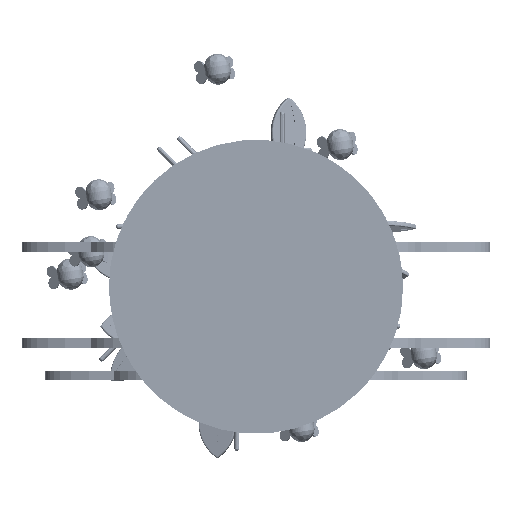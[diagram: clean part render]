
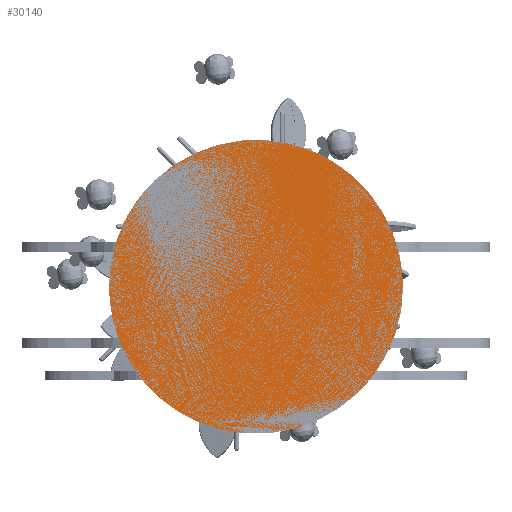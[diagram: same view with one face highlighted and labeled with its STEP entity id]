
A CAD part, front view. The second image highlights one B-rep face of the part: STEP entity #30140.
In plain terms, the highlighted free-form (B-spline) face has degree [1, 1] with [2, 2] control points.
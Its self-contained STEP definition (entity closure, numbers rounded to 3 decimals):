
#30000 = VERTEX_POINT('',#30001);
#30001 = CARTESIAN_POINT('',(155.753,52.,
    177.328));
#30006 = EDGE_CURVE('',#30007,#30000,#30009,.T.);
#30007 = VERTEX_POINT('',#30008);
#30008 = CARTESIAN_POINT('',(-22.721,52.,
    300.705));
#30009 = ( BOUNDED_CURVE() B_SPLINE_CURVE(2,(#30010,#30011,#30012,#30013
,#30014),.UNSPECIFIED.,.F.,.F.) B_SPLINE_CURVE_WITH_KNOTS((3,2,3),(
    3.142,4.712,6.283),
.PIECEWISE_BEZIER_KNOTS.) CURVE() GEOMETRIC_REPRESENTATION_ITEM() 
RATIONAL_B_SPLINE_CURVE((1.,0.707,1.,0.707,1.)) 
REPRESENTATION_ITEM('') );
#30010 = CARTESIAN_POINT('',(-22.721,52.,
    300.705));
#30011 = CARTESIAN_POINT('',(-84.409,52.,
    211.468));
#30012 = CARTESIAN_POINT('',(4.828,52.,
    149.78));
#30013 = CARTESIAN_POINT('',(94.065,52.,
    88.091));
#30014 = CARTESIAN_POINT('',(155.753,52.,
    177.328));
#30101 = EDGE_CURVE('',#30000,#30007,#30102,.T.);
#30102 = ( BOUNDED_CURVE() B_SPLINE_CURVE(2,(#30103,#30104,#30105,#30106
,#30107),.UNSPECIFIED.,.F.,.F.) B_SPLINE_CURVE_WITH_KNOTS((3,2,3),(0.,
1.571,3.142),.PIECEWISE_BEZIER_KNOTS.) CURVE() 
GEOMETRIC_REPRESENTATION_ITEM() RATIONAL_B_SPLINE_CURVE((1.,
0.707,1.,0.707,1.)) REPRESENTATION_ITEM('') );
#30103 = CARTESIAN_POINT('',(155.753,52.,
    177.328));
#30104 = CARTESIAN_POINT('',(217.442,52.,
    266.565));
#30105 = CARTESIAN_POINT('',(128.205,52.,
    328.254));
#30106 = CARTESIAN_POINT('',(38.968,52.,
    389.942));
#30107 = CARTESIAN_POINT('',(-22.721,52.,
    300.705));
#30140 = ADVANCED_FACE('',(#30141),#30145,.F.);
#30141 = FACE_BOUND('',#30142,.T.);
#30142 = EDGE_LOOP('',(#30143,#30144));
#30143 = ORIENTED_EDGE('',*,*,#30006,.T.);
#30144 = ORIENTED_EDGE('',*,*,#30101,.T.);
#30145 = B_SPLINE_SURFACE_WITH_KNOTS('',1,1,(
    (#30146,#30147)
    ,(#30148,#30149
  )),.UNSPECIFIED.,.F.,.F.,.F.,(2,2),(2,2),(-76.2,76.2),(-76.2,76.2),
  .PIECEWISE_BEZIER_KNOTS.);
#30146 = CARTESIAN_POINT('',(38.968,52.,
    389.942));
#30147 = CARTESIAN_POINT('',(-84.409,52.,
    211.468));
#30148 = CARTESIAN_POINT('',(217.442,52.,
    266.565));
#30149 = CARTESIAN_POINT('',(94.065,52.,
    88.091));
